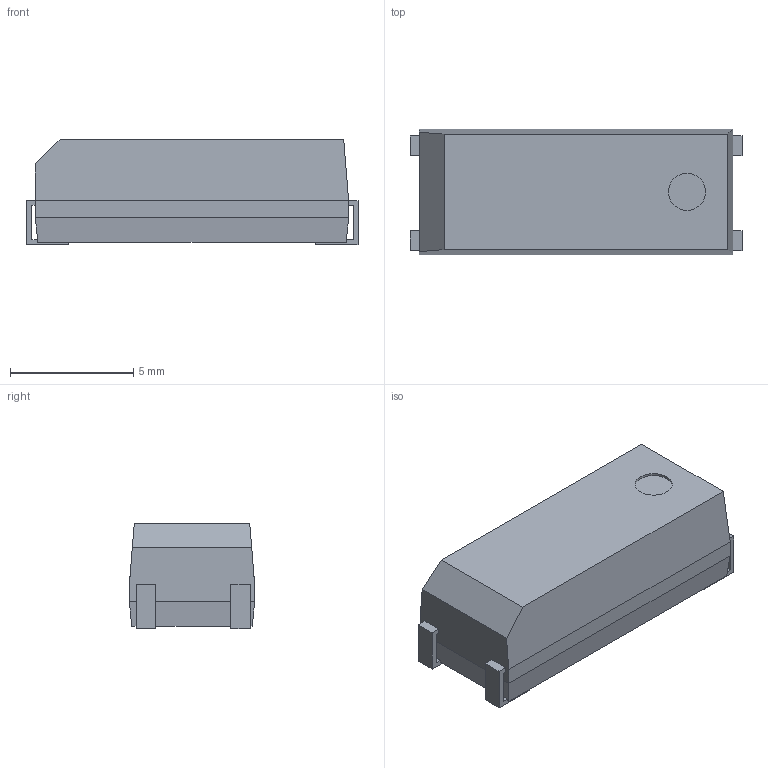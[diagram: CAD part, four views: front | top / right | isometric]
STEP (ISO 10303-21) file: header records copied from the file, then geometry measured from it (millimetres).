
FILE_DESCRIPTION(('FreeCAD Model'),'2;1');
FILE_NAME('Crystal_SMD_SeikoEpson_MA505-2Pin_12.7x5.1mm.step','2018-10-28T17:57:10',( 'kicad StepUp'),('ksu MCAD'),'Open CASCADE STEP processor 7.1', 'FreeCAD','Unknown');
FILE_SCHEMA(('AUTOMOTIVE_DESIGN { 1 0 10303 214 1 1 1 1 }'));
Length unit declared in the file: millimetre
Products named in the file (1): Crystal_SMD_SeikoEpson_MA505-2Pin_12.7x5.1mm
Bounding box: 13.46 x 5.08 x 4.29 mm (x, y, z)
Volume: 260.3 mm3; surface area: 282.1 mm2
Topology: 1 solids, 1 shells, 52 faces, 159 edges, 104 vertices
Faces by surface type: plane 51, cylinder 1
Full cylindrical faces by diameter (mm): 1.5 x1
Entity records: 1247 total; most frequent: ORIENTED_EDGE 245, CARTESIAN_POINT 220, EDGE_CURVE 159, LINE 131, VERTEX_POINT 104, FACE_BOUND 55, EDGE_LOOP 55, ADVANCED_FACE 52
